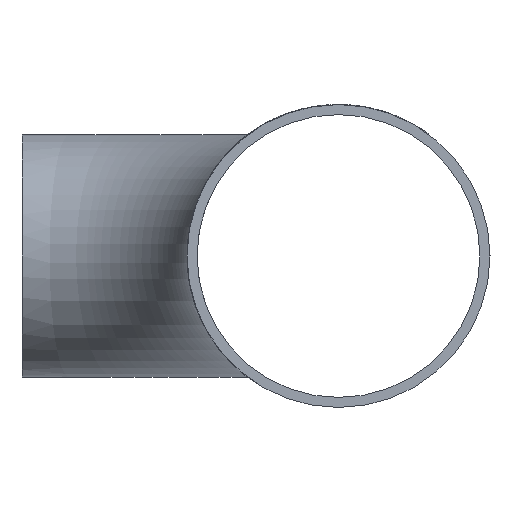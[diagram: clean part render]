
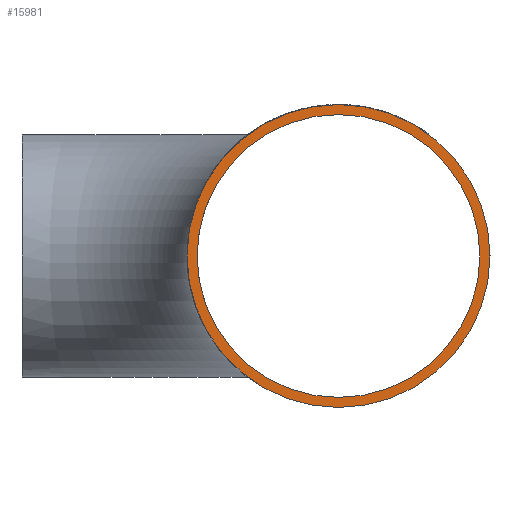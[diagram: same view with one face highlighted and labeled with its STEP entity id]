
A CAD part, left-side view. The second image highlights one B-rep face of the part: STEP entity #15981.
In plain terms, the highlighted planar face has unit normal (-1, 0, 0).
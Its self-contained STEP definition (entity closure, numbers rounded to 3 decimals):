
#798 = AXIS2_PLACEMENT_3D ( 'NONE', #11438, #20680, #20830 ) ;
#2063 = FACE_OUTER_BOUND ( 'NONE', #18964, .T. ) ;
#2292 = ORIENTED_EDGE ( 'NONE', *, *, #19706, .F. ) ;
#2300 = AXIS2_PLACEMENT_3D ( 'NONE', #25247, #10644, #15383 ) ;
#3516 = AXIS2_PLACEMENT_3D ( 'NONE', #26798, #12331, #29102 ) ;
#3777 = VERTEX_POINT ( 'NONE', #8381 ) ;
#3923 = CARTESIAN_POINT ( 'NONE',  ( -76., -62.99, -30.15 ) ) ;
#4495 = PLANE ( 'NONE',  #798 ) ;
#8381 = CARTESIAN_POINT ( 'NONE',  ( -76., -62.99, -28.15 ) ) ;
#10644 = DIRECTION ( 'NONE',  ( 1., 0., 0. ) ) ;
#11438 = CARTESIAN_POINT ( 'NONE',  ( -76., -62.99, 0. ) ) ;
#12331 = DIRECTION ( 'NONE',  ( 1., 0., 0. ) ) ;
#13711 = FACE_BOUND ( 'NONE', #23983, .T. ) ;
#15383 = DIRECTION ( 'NONE',  ( 0., 0., -1. ) ) ;
#15603 = VERTEX_POINT ( 'NONE', #3923 ) ;
#15981 = ADVANCED_FACE ( 'NONE', ( #13711, #2063 ), #4495, .F. ) ;
#17515 = CIRCLE ( 'NONE', #2300, 30.15 ) ;
#18964 = EDGE_LOOP ( 'NONE', ( #2292 ) ) ;
#19706 = EDGE_CURVE ( 'NONE', #15603, #15603, #17515, .T. ) ;
#20680 = DIRECTION ( 'NONE',  ( 1., 0., 0. ) ) ;
#20830 = DIRECTION ( 'NONE',  ( 0., 0., -1. ) ) ;
#21096 = EDGE_CURVE ( 'NONE', #3777, #3777, #24143, .T. ) ;
#23983 = EDGE_LOOP ( 'NONE', ( #25678 ) ) ;
#24143 = CIRCLE ( 'NONE', #3516, 28.15 ) ;
#25247 = CARTESIAN_POINT ( 'NONE',  ( -76., -62.99, 0. ) ) ;
#25678 = ORIENTED_EDGE ( 'NONE', *, *, #21096, .T. ) ;
#26798 = CARTESIAN_POINT ( 'NONE',  ( -76., -62.99, 0. ) ) ;
#29102 = DIRECTION ( 'NONE',  ( 0., 0., -1. ) ) ;
